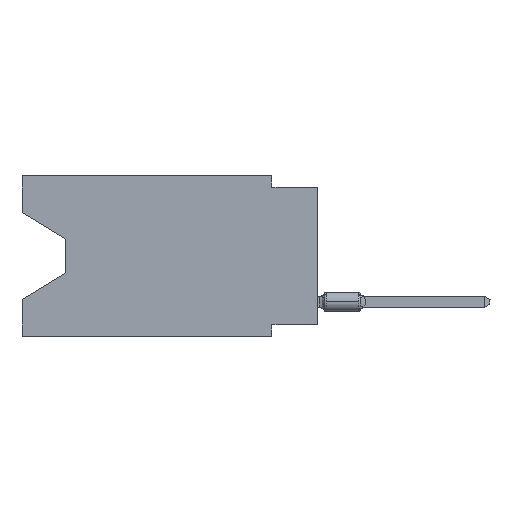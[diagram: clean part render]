
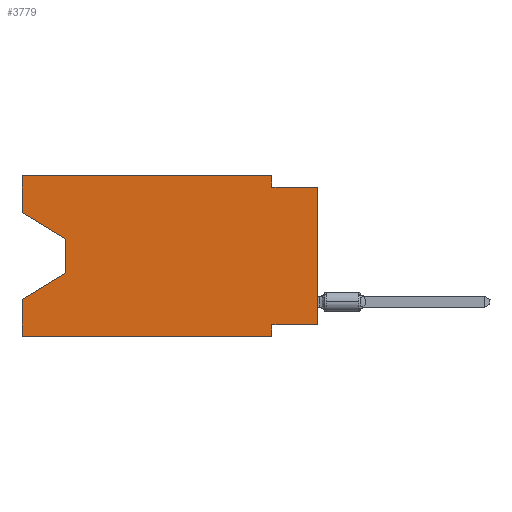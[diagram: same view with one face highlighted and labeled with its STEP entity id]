
A CAD part, left-side view. The second image highlights one B-rep face of the part: STEP entity #3779.
In plain terms, the highlighted planar face has unit normal (-1, 0, 0).
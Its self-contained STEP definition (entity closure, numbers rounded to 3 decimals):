
#349 = EDGE_CURVE ( 'NONE', #17067, #55567, #20620, .T. ) ;
#957 = DIRECTION ( 'NONE',  ( 0., 1., 0. ) ) ;
#1391 = DIRECTION ( 'NONE',  ( 0., 0.855, -0.519 ) ) ;
#2288 = CARTESIAN_POINT ( 'NONE',  ( 0., 0., 0. ) ) ;
#3031 = LINE ( 'NONE', #32865, #58477 ) ;
#3779 = ADVANCED_FACE ( 'NONE', ( #88618 ), #79852, .F. ) ;
#5943 = VERTEX_POINT ( 'NONE', #28998 ) ;
#6525 = CARTESIAN_POINT ( 'NONE',  ( 0., 16.383, 0. ) ) ;
#7242 = ORIENTED_EDGE ( 'NONE', *, *, #78429, .F. ) ;
#7814 = LINE ( 'NONE', #52818, #75132 ) ;
#8125 = DIRECTION ( 'NONE',  ( 0., 0., -1. ) ) ;
#8945 = VERTEX_POINT ( 'NONE', #55931 ) ;
#10715 = EDGE_CURVE ( 'NONE', #81470, #17067, #3031, .T. ) ;
#12180 = ORIENTED_EDGE ( 'NONE', *, *, #87487, .F. ) ;
#13078 = EDGE_LOOP ( 'NONE', ( #59615, #95615, #71613, #22152, #16421, #84588, #88868, #85677, #92336, #12180, #7242, #63991 ) ) ;
#13398 = DIRECTION ( 'NONE',  ( 0., -1., 0. ) ) ;
#14604 = CARTESIAN_POINT ( 'NONE',  ( 0., 13.97, -5.385 ) ) ;
#15746 = CARTESIAN_POINT ( 'NONE',  ( 0., 16.383, -8.89 ) ) ;
#16421 = ORIENTED_EDGE ( 'NONE', *, *, #85450, .T. ) ;
#16555 = CARTESIAN_POINT ( 'NONE',  ( 0., 13.97, -5.385 ) ) ;
#17067 = VERTEX_POINT ( 'NONE', #93348 ) ;
#18067 = VECTOR ( 'NONE', #38141, 1000. ) ;
#18186 = DIRECTION ( 'NONE',  ( 0., -0.855, -0.519 ) ) ;
#20087 = VECTOR ( 'NONE', #22203, 1000. ) ;
#20620 = LINE ( 'NONE', #58278, #25947 ) ;
#20906 = EDGE_CURVE ( 'NONE', #32632, #83583, #88654, .T. ) ;
#22152 = ORIENTED_EDGE ( 'NONE', *, *, #20906, .F. ) ;
#22203 = DIRECTION ( 'NONE',  ( 0., 0., 1. ) ) ;
#22645 = CARTESIAN_POINT ( 'NONE',  ( 0., 2.54, 0. ) ) ;
#23925 = CARTESIAN_POINT ( 'NONE',  ( 0., 0., -0.635 ) ) ;
#24483 = LINE ( 'NONE', #54329, #67454 ) ;
#24711 = LINE ( 'NONE', #32077, #52503 ) ;
#24736 = EDGE_CURVE ( 'NONE', #5943, #8945, #69857, .T. ) ;
#25947 = VECTOR ( 'NONE', #80730, 1000. ) ;
#27337 = VECTOR ( 'NONE', #957, 1000. ) ;
#28998 = CARTESIAN_POINT ( 'NONE',  ( 0., 2.54, -0.635 ) ) ;
#30668 = LINE ( 'NONE', #2288, #90498 ) ;
#31675 = VECTOR ( 'NONE', #92787, 1000. ) ;
#32077 = CARTESIAN_POINT ( 'NONE',  ( 0., 2.54, -8.89 ) ) ;
#32113 = DIRECTION ( 'NONE',  ( 0., 0., 1. ) ) ;
#32632 = VERTEX_POINT ( 'NONE', #15746 ) ;
#32865 = CARTESIAN_POINT ( 'NONE',  ( 0., 16.383, -2.038 ) ) ;
#37347 = EDGE_CURVE ( 'NONE', #48602, #73613, #90845, .T. ) ;
#38141 = DIRECTION ( 'NONE',  ( 0., -1., 0. ) ) ;
#40449 = CARTESIAN_POINT ( 'NONE',  ( 0., 16.383, -6.852 ) ) ;
#43541 = DIRECTION ( 'NONE',  ( 0., 0., -1. ) ) ;
#43706 = CARTESIAN_POINT ( 'NONE',  ( 0., 16.383, -8.89 ) ) ;
#45139 = AXIS2_PLACEMENT_3D ( 'NONE', #6525, #65208, #73971 ) ;
#46393 = EDGE_CURVE ( 'NONE', #48602, #8945, #30668, .T. ) ;
#47883 = EDGE_CURVE ( 'NONE', #73613, #64820, #24711, .T. ) ;
#48602 = VERTEX_POINT ( 'NONE', #71949 ) ;
#48761 = CARTESIAN_POINT ( 'NONE',  ( 0., 16.383, -2.038 ) ) ;
#52503 = VECTOR ( 'NONE', #8125, 1000. ) ;
#52818 = CARTESIAN_POINT ( 'NONE',  ( 0., 2.54, 0. ) ) ;
#53286 = CARTESIAN_POINT ( 'NONE',  ( 0., 2.54, -8.89 ) ) ;
#54329 = CARTESIAN_POINT ( 'NONE',  ( 0., 16.383, 0. ) ) ;
#54466 = EDGE_CURVE ( 'NONE', #81470, #86577, #24483, .T. ) ;
#54661 = CARTESIAN_POINT ( 'NONE',  ( 0., 2.54, -8.255 ) ) ;
#55567 = VERTEX_POINT ( 'NONE', #14604 ) ;
#55931 = CARTESIAN_POINT ( 'NONE',  ( 0., 0., -0.635 ) ) ;
#58278 = CARTESIAN_POINT ( 'NONE',  ( 0., 13.97, -3.505 ) ) ;
#58477 = VECTOR ( 'NONE', #18186, 1000. ) ;
#59122 = VECTOR ( 'NONE', #13398, 1000. ) ;
#59615 = ORIENTED_EDGE ( 'NONE', *, *, #10715, .T. ) ;
#62131 = DIRECTION ( 'NONE',  ( 0., 0., 1. ) ) ;
#62763 = VERTEX_POINT ( 'NONE', #22645 ) ;
#63991 = ORIENTED_EDGE ( 'NONE', *, *, #54466, .F. ) ;
#64820 = VERTEX_POINT ( 'NONE', #53286 ) ;
#65208 = DIRECTION ( 'NONE',  ( 1., 0., 0. ) ) ;
#67454 = VECTOR ( 'NONE', #62131, 1000. ) ;
#67927 = CARTESIAN_POINT ( 'NONE',  ( 0., 0., -8.255 ) ) ;
#69857 = LINE ( 'NONE', #23925, #31675 ) ;
#71613 = ORIENTED_EDGE ( 'NONE', *, *, #73525, .T. ) ;
#71949 = CARTESIAN_POINT ( 'NONE',  ( 0., 0., -8.255 ) ) ;
#73525 = EDGE_CURVE ( 'NONE', #55567, #83583, #83956, .T. ) ;
#73613 = VERTEX_POINT ( 'NONE', #54661 ) ;
#73971 = DIRECTION ( 'NONE',  ( 0., 0., -1. ) ) ;
#75132 = VECTOR ( 'NONE', #43541, 1000. ) ;
#78429 = EDGE_CURVE ( 'NONE', #86577, #62763, #89922, .T. ) ;
#79852 = PLANE ( 'NONE',  #45139 ) ;
#80730 = DIRECTION ( 'NONE',  ( 0., 0., -1. ) ) ;
#81470 = VERTEX_POINT ( 'NONE', #48761 ) ;
#83583 = VERTEX_POINT ( 'NONE', #40449 ) ;
#83956 = LINE ( 'NONE', #16555, #91869 ) ;
#84588 = ORIENTED_EDGE ( 'NONE', *, *, #47883, .F. ) ;
#85450 = EDGE_CURVE ( 'NONE', #32632, #64820, #95481, .T. ) ;
#85677 = ORIENTED_EDGE ( 'NONE', *, *, #46393, .T. ) ;
#86277 = CARTESIAN_POINT ( 'NONE',  ( 0., 16.383, 0. ) ) ;
#86577 = VERTEX_POINT ( 'NONE', #86277 ) ;
#87487 = EDGE_CURVE ( 'NONE', #62763, #5943, #7814, .T. ) ;
#88460 = CARTESIAN_POINT ( 'NONE',  ( 0., 16.383, 0. ) ) ;
#88618 = FACE_OUTER_BOUND ( 'NONE', #13078, .T. ) ;
#88654 = LINE ( 'NONE', #96473, #20087 ) ;
#88868 = ORIENTED_EDGE ( 'NONE', *, *, #37347, .F. ) ;
#89922 = LINE ( 'NONE', #88460, #18067 ) ;
#90498 = VECTOR ( 'NONE', #32113, 1000. ) ;
#90845 = LINE ( 'NONE', #67927, #27337 ) ;
#91869 = VECTOR ( 'NONE', #1391, 1000. ) ;
#92336 = ORIENTED_EDGE ( 'NONE', *, *, #24736, .F. ) ;
#92787 = DIRECTION ( 'NONE',  ( 0., -1., 0. ) ) ;
#93348 = CARTESIAN_POINT ( 'NONE',  ( 0., 13.97, -3.505 ) ) ;
#95481 = LINE ( 'NONE', #43706, #59122 ) ;
#95615 = ORIENTED_EDGE ( 'NONE', *, *, #349, .T. ) ;
#96473 = CARTESIAN_POINT ( 'NONE',  ( 0., 16.383, 0. ) ) ;
